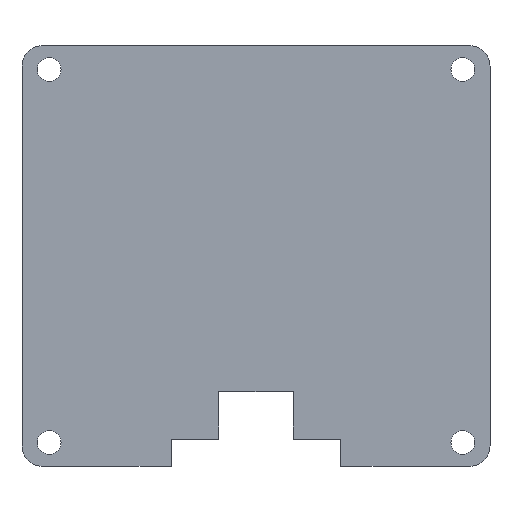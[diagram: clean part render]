
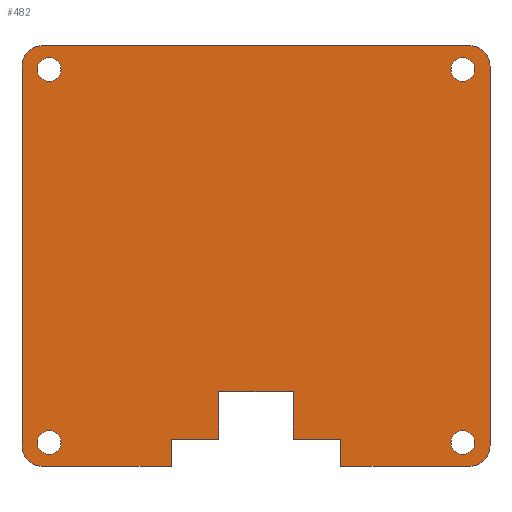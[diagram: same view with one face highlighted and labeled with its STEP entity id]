
A CAD part, front view. The second image highlights one B-rep face of the part: STEP entity #482.
In plain terms, the highlighted planar face has unit normal (0, -1, 0).
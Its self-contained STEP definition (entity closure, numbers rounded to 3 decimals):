
#19=FACE_BOUND('',#90,.T.);
#20=FACE_BOUND('',#91,.T.);
#21=FACE_BOUND('',#92,.T.);
#22=FACE_BOUND('',#93,.T.);
#37=PLANE('',#538);
#61=FACE_OUTER_BOUND('',#89,.T.);
#89=EDGE_LOOP('',(#430,#431,#432,#433,#434,#435,#436,#437,#438,#439,#440,
#441,#442,#443,#444,#445));
#90=EDGE_LOOP('',(#446));
#91=EDGE_LOOP('',(#447));
#92=EDGE_LOOP('',(#448));
#93=EDGE_LOOP('',(#449));
#98=LINE('',#689,#146);
#109=LINE('',#719,#157);
#113=LINE('',#726,#161);
#116=LINE('',#732,#164);
#119=LINE('',#738,#167);
#121=LINE('',#743,#169);
#124=LINE('',#748,#172);
#125=LINE('',#750,#173);
#128=LINE('',#765,#176);
#137=LINE('',#792,#185);
#139=LINE('',#800,#187);
#141=LINE('',#806,#189);
#146=VECTOR('',#553,10.);
#157=VECTOR('',#576,10.);
#161=VECTOR('',#582,10.);
#164=VECTOR('',#587,10.);
#167=VECTOR('',#592,10.);
#169=VECTOR('',#596,10.);
#172=VECTOR('',#601,10.);
#173=VECTOR('',#604,10.);
#176=VECTOR('',#619,10.);
#185=VECTOR('',#650,10.);
#187=VECTOR('',#662,10.);
#189=VECTOR('',#670,10.);
#200=CIRCLE('',#520,1.75);
#201=CIRCLE('',#522,1.75);
#202=CIRCLE('',#524,1.75);
#203=CIRCLE('',#526,1.75);
#204=CIRCLE('',#528,3.);
#205=CIRCLE('',#531,3.);
#206=CIRCLE('',#533,3.);
#207=CIRCLE('',#536,3.);
#213=VERTEX_POINT('',#686);
#214=VERTEX_POINT('',#688);
#226=VERTEX_POINT('',#716);
#227=VERTEX_POINT('',#718);
#229=VERTEX_POINT('',#724);
#231=VERTEX_POINT('',#730);
#233=VERTEX_POINT('',#736);
#234=VERTEX_POINT('',#740);
#235=VERTEX_POINT('',#742);
#236=VERTEX_POINT('',#746);
#242=VERTEX_POINT('',#764);
#243=VERTEX_POINT('',#768);
#244=VERTEX_POINT('',#772);
#245=VERTEX_POINT('',#776);
#246=VERTEX_POINT('',#780);
#247=VERTEX_POINT('',#784);
#248=VERTEX_POINT('',#786);
#249=VERTEX_POINT('',#790);
#250=VERTEX_POINT('',#796);
#251=VERTEX_POINT('',#802);
#258=EDGE_CURVE('',#214,#213,#98,.T.);
#273=EDGE_CURVE('',#227,#226,#109,.T.);
#277=EDGE_CURVE('',#226,#229,#113,.T.);
#280=EDGE_CURVE('',#229,#231,#116,.T.);
#283=EDGE_CURVE('',#231,#233,#119,.T.);
#285=EDGE_CURVE('',#235,#234,#121,.T.);
#288=EDGE_CURVE('',#234,#236,#124,.T.);
#289=EDGE_CURVE('',#236,#227,#125,.T.);
#296=EDGE_CURVE('',#242,#235,#128,.T.);
#299=EDGE_CURVE('',#243,#243,#200,.T.);
#301=EDGE_CURVE('',#244,#244,#201,.T.);
#303=EDGE_CURVE('',#245,#245,#202,.T.);
#305=EDGE_CURVE('',#246,#246,#203,.T.);
#307=EDGE_CURVE('',#247,#248,#204,.T.);
#310=EDGE_CURVE('',#247,#249,#137,.T.);
#311=EDGE_CURVE('',#214,#249,#205,.T.);
#312=EDGE_CURVE('',#242,#250,#206,.T.);
#314=EDGE_CURVE('',#233,#248,#139,.T.);
#316=EDGE_CURVE('',#251,#213,#207,.T.);
#317=EDGE_CURVE('',#251,#250,#141,.T.);
#430=ORIENTED_EDGE('',*,*,#283,.T.);
#431=ORIENTED_EDGE('',*,*,#314,.T.);
#432=ORIENTED_EDGE('',*,*,#307,.F.);
#433=ORIENTED_EDGE('',*,*,#310,.T.);
#434=ORIENTED_EDGE('',*,*,#311,.F.);
#435=ORIENTED_EDGE('',*,*,#258,.T.);
#436=ORIENTED_EDGE('',*,*,#316,.F.);
#437=ORIENTED_EDGE('',*,*,#317,.T.);
#438=ORIENTED_EDGE('',*,*,#312,.F.);
#439=ORIENTED_EDGE('',*,*,#296,.T.);
#440=ORIENTED_EDGE('',*,*,#285,.T.);
#441=ORIENTED_EDGE('',*,*,#288,.T.);
#442=ORIENTED_EDGE('',*,*,#289,.T.);
#443=ORIENTED_EDGE('',*,*,#273,.T.);
#444=ORIENTED_EDGE('',*,*,#277,.T.);
#445=ORIENTED_EDGE('',*,*,#280,.T.);
#446=ORIENTED_EDGE('',*,*,#299,.T.);
#447=ORIENTED_EDGE('',*,*,#301,.T.);
#448=ORIENTED_EDGE('',*,*,#303,.T.);
#449=ORIENTED_EDGE('',*,*,#305,.T.);
#482=ADVANCED_FACE('',(#61,#19,#20,#21,#22),#37,.F.);
#520=AXIS2_PLACEMENT_3D('',#770,#624,#625);
#522=AXIS2_PLACEMENT_3D('',#774,#629,#630);
#524=AXIS2_PLACEMENT_3D('',#778,#634,#635);
#526=AXIS2_PLACEMENT_3D('',#782,#639,#640);
#528=AXIS2_PLACEMENT_3D('',#787,#644,#645);
#531=AXIS2_PLACEMENT_3D('',#794,#653,#654);
#533=AXIS2_PLACEMENT_3D('',#797,#657,#658);
#536=AXIS2_PLACEMENT_3D('',#804,#666,#667);
#538=AXIS2_PLACEMENT_3D('',#807,#671,#672);
#553=DIRECTION('',(-1.,0.,0.));
#576=DIRECTION('',(1.,0.,0.));
#582=DIRECTION('',(0.,0.,-1.));
#587=DIRECTION('',(1.,0.,0.));
#592=DIRECTION('',(0.,0.,-1.));
#596=DIRECTION('',(0.,0.,1.));
#601=DIRECTION('',(1.,0.,0.));
#604=DIRECTION('',(0.,0.,1.));
#619=DIRECTION('',(1.,0.,0.));
#624=DIRECTION('center_axis',(0.,1.,0.));
#625=DIRECTION('ref_axis',(0.,0.,1.));
#629=DIRECTION('center_axis',(0.,1.,0.));
#630=DIRECTION('ref_axis',(0.,0.,1.));
#634=DIRECTION('center_axis',(0.,1.,0.));
#635=DIRECTION('ref_axis',(0.,0.,1.));
#639=DIRECTION('center_axis',(0.,1.,0.));
#640=DIRECTION('ref_axis',(0.,0.,1.));
#644=DIRECTION('center_axis',(0.,1.,0.));
#645=DIRECTION('ref_axis',(0.707,0.,-0.707));
#650=DIRECTION('',(0.,0.,1.));
#653=DIRECTION('center_axis',(0.,1.,0.));
#654=DIRECTION('ref_axis',(0.707,0.,0.707));
#657=DIRECTION('center_axis',(0.,1.,0.));
#658=DIRECTION('ref_axis',(-0.707,0.,-0.707));
#662=DIRECTION('',(1.,0.,0.));
#666=DIRECTION('center_axis',(0.,1.,0.));
#667=DIRECTION('ref_axis',(-0.707,0.,0.707));
#670=DIRECTION('',(0.,0.,-1.));
#671=DIRECTION('center_axis',(0.,1.,0.));
#672=DIRECTION('ref_axis',(1.,0.,0.));
#686=CARTESIAN_POINT('',(3.,0.,62.));
#688=CARTESIAN_POINT('',(66.,0.,62.));
#689=CARTESIAN_POINT('',(69.,0.,62.));
#716=CARTESIAN_POINT('',(40.,0.,11.));
#718=CARTESIAN_POINT('',(29.,0.,11.));
#719=CARTESIAN_POINT('',(37.25,0.,11.));
#724=CARTESIAN_POINT('',(40.,0.,4.));
#726=CARTESIAN_POINT('',(40.,0.,17.5));
#730=CARTESIAN_POINT('',(47.,0.,4.));
#732=CARTESIAN_POINT('',(40.75,0.,4.));
#736=CARTESIAN_POINT('',(47.,0.,0.));
#738=CARTESIAN_POINT('',(47.,0.,15.5));
#740=CARTESIAN_POINT('',(22.,0.,4.));
#742=CARTESIAN_POINT('',(22.,0.,0.));
#743=CARTESIAN_POINT('',(22.,0.,17.5));
#746=CARTESIAN_POINT('',(29.,0.,4.));
#748=CARTESIAN_POINT('',(31.75,0.,4.));
#750=CARTESIAN_POINT('',(29.,0.,21.));
#764=CARTESIAN_POINT('',(3.,0.,0.));
#765=CARTESIAN_POINT('',(0.,0.,0.));
#768=CARTESIAN_POINT('',(65.,0.,56.75));
#770=CARTESIAN_POINT('Origin',(65.,0.,58.5));
#772=CARTESIAN_POINT('',(4.,0.,1.75));
#774=CARTESIAN_POINT('Origin',(4.,0.,3.5));
#776=CARTESIAN_POINT('',(65.,0.,1.75));
#778=CARTESIAN_POINT('Origin',(65.,0.,3.5));
#780=CARTESIAN_POINT('',(4.,0.,56.75));
#782=CARTESIAN_POINT('Origin',(4.,0.,58.5));
#784=CARTESIAN_POINT('',(69.,0.,3.));
#786=CARTESIAN_POINT('',(66.,0.,0.));
#787=CARTESIAN_POINT('Origin',(66.,0.,3.));
#790=CARTESIAN_POINT('',(69.,0.,59.));
#792=CARTESIAN_POINT('',(69.,0.,0.));
#794=CARTESIAN_POINT('Origin',(66.,0.,59.));
#796=CARTESIAN_POINT('',(0.,0.,3.));
#797=CARTESIAN_POINT('Origin',(3.,0.,3.));
#800=CARTESIAN_POINT('',(0.,0.,0.));
#802=CARTESIAN_POINT('',(0.,0.,59.));
#804=CARTESIAN_POINT('Origin',(3.,0.,59.));
#806=CARTESIAN_POINT('',(0.,0.,62.));
#807=CARTESIAN_POINT('Origin',(34.5,0.,31.));
